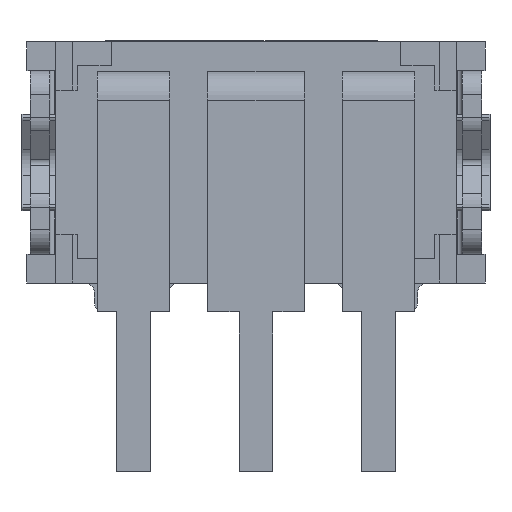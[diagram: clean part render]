
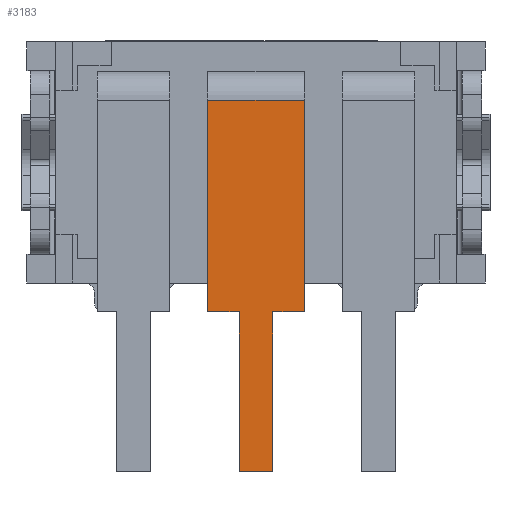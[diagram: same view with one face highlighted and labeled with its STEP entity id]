
A CAD part, front view. The second image highlights one B-rep face of the part: STEP entity #3183.
In plain terms, the highlighted planar face has unit normal (0, -1, 0).
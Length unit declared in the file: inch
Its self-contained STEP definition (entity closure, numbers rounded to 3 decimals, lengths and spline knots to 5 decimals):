
#2827=CARTESIAN_POINT('',(-0.01378,-0.09882,-0.12205));
#2828=VERTEX_POINT('',#2827);
#2837=CARTESIAN_POINT('',(-0.03937,-0.09882,-0.12205));
#2838=VERTEX_POINT('',#2837);
#2839=CARTESIAN_POINT('',(-0.03937,-0.09882,-0.12205));
#2840=DIRECTION('',(1.0,0.0,0.0));
#2841=VECTOR('',#2840,0.02559);
#2842=LINE('',#2839,#2841);
#2843=EDGE_CURVE('',#2838,#2828,#2842,.T.);
#2869=CARTESIAN_POINT('',(0.01378,-0.09882,-0.12205));
#2870=VERTEX_POINT('',#2869);
#2885=CARTESIAN_POINT('',(0.03937,-0.09882,-0.12205));
#2886=VERTEX_POINT('',#2885);
#2893=CARTESIAN_POINT('',(0.01378,-0.09882,-0.12205));
#2894=DIRECTION('',(1.0,0.0,0.0));
#2895=VECTOR('',#2894,0.02559);
#2896=LINE('',#2893,#2895);
#2897=EDGE_CURVE('',#2870,#2886,#2896,.T.);
#2924=CARTESIAN_POINT('',(0.03937,-0.09882,0.0507));
#2925=VERTEX_POINT('',#2924);
#2933=CARTESIAN_POINT('',(0.03937,-0.09882,-0.12205));
#2934=DIRECTION('',(0.0,0.0,1.0));
#2935=VECTOR('',#2934,0.17276);
#2936=LINE('',#2933,#2935);
#2937=EDGE_CURVE('',#2886,#2925,#2936,.T.);
#2996=CARTESIAN_POINT('',(-0.03937,-0.09882,0.0507));
#2997=VERTEX_POINT('',#2996);
#2998=CARTESIAN_POINT('',(-0.03937,-0.09882,0.0507));
#2999=DIRECTION('',(0.0,0.0,-1.0));
#3000=VECTOR('',#2999,0.17276);
#3001=LINE('',#2998,#3000);
#3002=EDGE_CURVE('',#2997,#2838,#3001,.T.);
#3144=CARTESIAN_POINT('',(0.04331,-0.09882,0.06584));
#3145=DIRECTION('',(0.0,-1.0,0.0));
#3146=DIRECTION('',(0.0,0.0,-1.0));
#3147=AXIS2_PLACEMENT_3D('',#3144,#3145,#3146);
#3148=PLANE('',#3147);
#3149=CARTESIAN_POINT('',(-0.01378,-0.09882,-0.25197));
#3150=VERTEX_POINT('',#3149);
#3151=CARTESIAN_POINT('',(-0.01378,-0.09882,-0.12205));
#3152=DIRECTION('',(0.0,0.0,-1.0));
#3153=VECTOR('',#3152,0.12992);
#3154=LINE('',#3151,#3153);
#3155=EDGE_CURVE('',#2828,#3150,#3154,.T.);
#3156=ORIENTED_EDGE('',*,*,#3155,.T.);
#3157=CARTESIAN_POINT('',(0.01378,-0.09882,-0.25197));
#3158=VERTEX_POINT('',#3157);
#3159=CARTESIAN_POINT('',(-0.01378,-0.09882,-0.25197));
#3160=DIRECTION('',(1.0,0.0,0.0));
#3161=VECTOR('',#3160,0.02756);
#3162=LINE('',#3159,#3161);
#3163=EDGE_CURVE('',#3150,#3158,#3162,.T.);
#3164=ORIENTED_EDGE('',*,*,#3163,.T.);
#3165=CARTESIAN_POINT('',(0.01378,-0.09882,-0.25197));
#3166=DIRECTION('',(0.0,0.0,1.0));
#3167=VECTOR('',#3166,0.12992);
#3168=LINE('',#3165,#3167);
#3169=EDGE_CURVE('',#3158,#2870,#3168,.T.);
#3170=ORIENTED_EDGE('',*,*,#3169,.T.);
#3171=ORIENTED_EDGE('',*,*,#2897,.T.);
#3172=ORIENTED_EDGE('',*,*,#2937,.T.);
#3173=CARTESIAN_POINT('',(0.03937,-0.09882,0.0507));
#3174=DIRECTION('',(-1.0,0.0,0.0));
#3175=VECTOR('',#3174,0.07874);
#3176=LINE('',#3173,#3175);
#3177=EDGE_CURVE('',#2925,#2997,#3176,.T.);
#3178=ORIENTED_EDGE('',*,*,#3177,.T.);
#3179=ORIENTED_EDGE('',*,*,#3002,.T.);
#3180=ORIENTED_EDGE('',*,*,#2843,.T.);
#3181=EDGE_LOOP('',(#3156,#3164,#3170,#3171,#3172,#3178,#3179,#3180));
#3182=FACE_OUTER_BOUND('',#3181,.T.);
#3183=ADVANCED_FACE('',(#3182),#3148,.T.);
